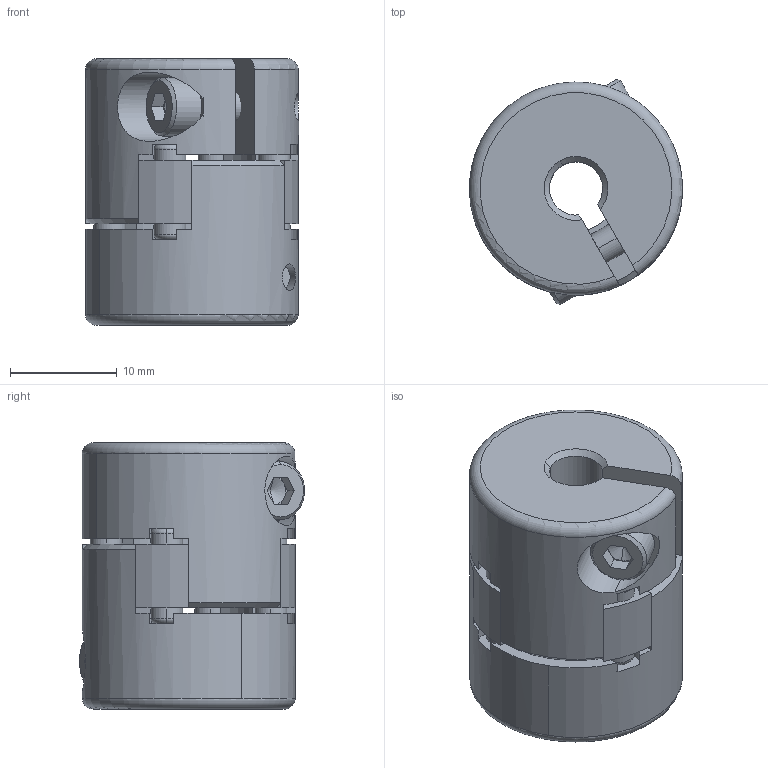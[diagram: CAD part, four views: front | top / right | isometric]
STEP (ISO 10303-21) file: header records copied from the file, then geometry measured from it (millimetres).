
FILE_DESCRIPTION (( 'STEP AP203' ), '1' );
FILE_NAME ('AL- SC1285.STEP', '2024-11-26T10:27:47', ( '' ), ( '' ), 'SwSTEP 2.0', 'SolidWorks 2021', '' );
FILE_SCHEMA (( 'CONFIG_CONTROL_DESIGN' ));
Length unit declared in the file: millimetre
Products named in the file (5): AL- SC1285; ïîëóìóôòà2_Valor predeterminado; ïîëóìóôòà1_Valor predeterminado; 儰齕_Valor predeterminado; Parafuso allen M3x10_B18.3.1M - 3 x 0.5 x 10 Hex SHCS -- 10CHX
Assembly tree (5 placements, depth 2):
  AL- SC1285
    儰齕_Valor predeterminado
    ïîëóìóôòà1_Valor predeterminado
    ïîëóìóôòà2_Valor predeterminado
    Parafuso allen M3x10_B18.3.1M - 3 x 0.5 x 10 Hex SHCS -- 10CHX  x2
Bounding box: 20 x 21.15 x 25 mm (x, y, z)
Volume: 6251.3 mm3; surface area: 4938.6 mm2
Topology: 5 solids, 5 shells, 192 faces, 464 edges, 292 vertices
Faces by surface type: plane 78, cylinder 72, torus 22, cone 20
Entity records: 5713 total; most frequent: CARTESIAN_POINT 1094, DIRECTION 938, ORIENTED_EDGE 808, EDGE_CURVE 404, AXIS2_PLACEMENT_3D 379, VERTEX_POINT 259, CIRCLE 206, EDGE_LOOP 187
